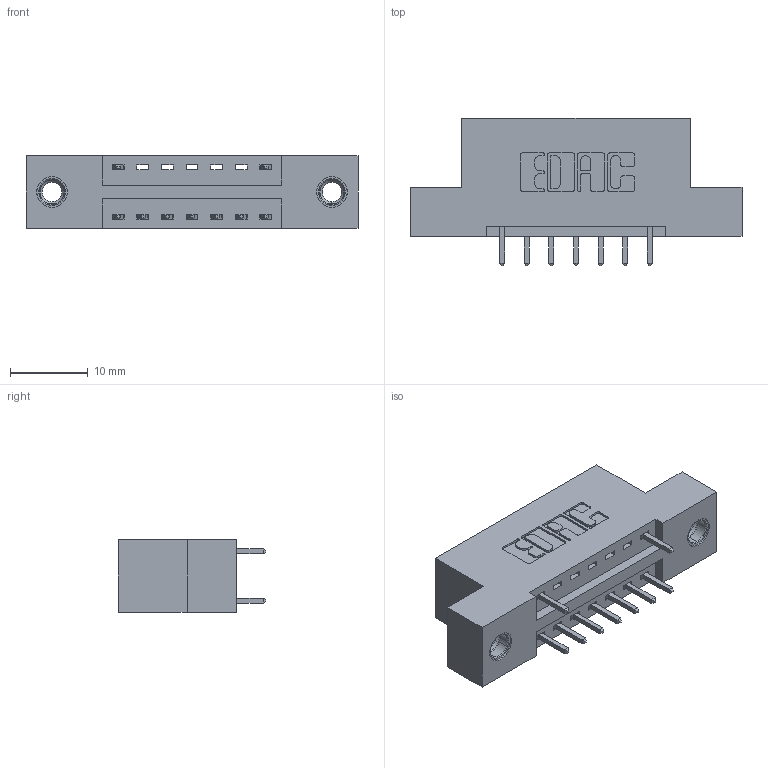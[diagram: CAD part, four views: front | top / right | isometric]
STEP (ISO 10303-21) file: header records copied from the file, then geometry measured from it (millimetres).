
FILE_DESCRIPTION (( 'STEP AP203' ), '1' );
FILE_NAME ('346-014-521-207.STEP', '2018-08-20T00:42:06', ( '' ), ( '' ), 'SwSTEP 2.0', 'SolidWorks 2016', '' );
FILE_SCHEMA (( 'CONFIG_CONTROL_DESIGN' ));
Length unit declared in the file: inch
Products named in the file (4): 345-292-001_345-293-121; 345-250-001_345-250-005-103; 346-014-521-207; 346 Part_Flush Mounting Lugs - 0.156 Dia-TI
Assembly tree (12 placements, depth 2):
  346-014-521-207
    346 Part_Flush Mounting Lugs - 0.156 Dia-TI
    345-292-001_345-293-121  x9
    345-250-001_345-250-005-103  x2
Bounding box: 42.8 x 19.05 x 9.4 mm (x, y, z)
Volume: 3839.4 mm3; surface area: 4477 mm2
Topology: 12 solids, 12 shells, 680 faces, 1965 edges, 1290 vertices
Faces by surface type: plane 448, cylinder 216, cone 12, torus 4
Entity records: 10324 total; most frequent: CARTESIAN_POINT 1754, ORIENTED_EDGE 1686, DIRECTION 1619, EDGE_CURVE 843, VECTOR 663, LINE 663, VERTEX_POINT 556, AXIS2_PLACEMENT_3D 478
